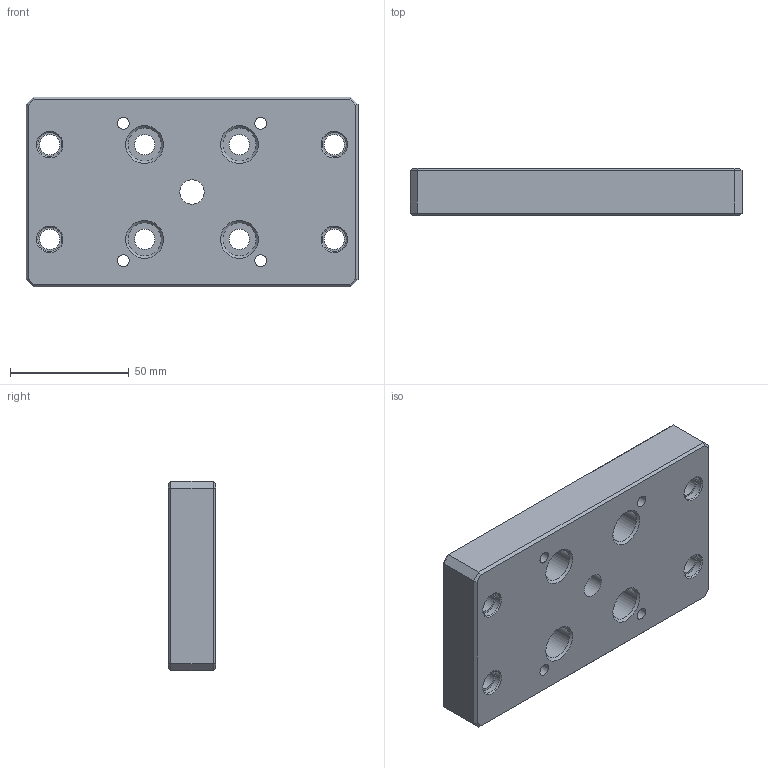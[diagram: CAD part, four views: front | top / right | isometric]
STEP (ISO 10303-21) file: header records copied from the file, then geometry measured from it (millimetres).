
FILE_DESCRIPTION(/* description */ (''),/* implementation_level */ '2;1');
FILE_NAME(/* name */ 'ASSF-CONN-E8080.step',/* time_stamp */ '2022-04-05T20:23:42+08:00',/* author */ (''),/* organization */ (''),/* preprocessor_version */ 'ST-DEVELOPER v18.1',/* originating_system */ 'Autodesk Translation Framework v10.13.0.1454',/* authorisation */ '');
FILE_SCHEMA (('AUTOMOTIVE_DESIGN { 1 0 10303 214 3 1 1 }'));
Length unit declared in the file: millimetre
Products named in the file (1): ASSF-CONN-E8080
Bounding box: 140 x 20 x 80 mm (x, y, z)
Volume: 201555.4 mm3; surface area: 36835.6 mm2
Topology: 1 solids, 1 shells, 87 faces, 175 edges, 106 vertices
Faces by surface type: plane 42, cylinder 29, cone 16
Full cylindrical faces by diameter (mm): 5 x4, 8.5 x8, 10.2 x9, 14 x8
Entity records: 2332 total; most frequent: DIRECTION 425, CARTESIAN_POINT 369, ORIENTED_EDGE 350, EDGE_CURVE 175, AXIS2_PLACEMENT_3D 162, EDGE_LOOP 129, VERTEX_POINT 106, LINE 101
